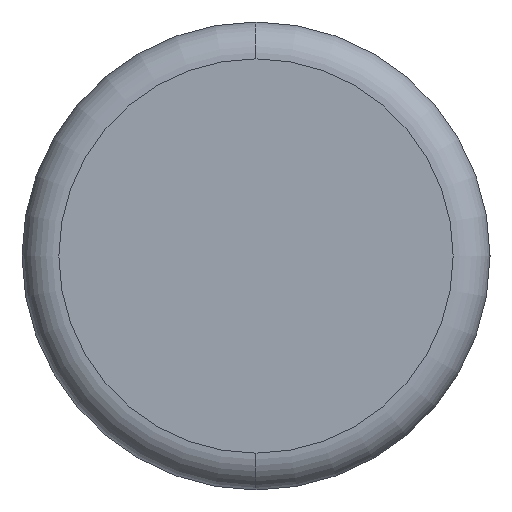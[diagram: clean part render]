
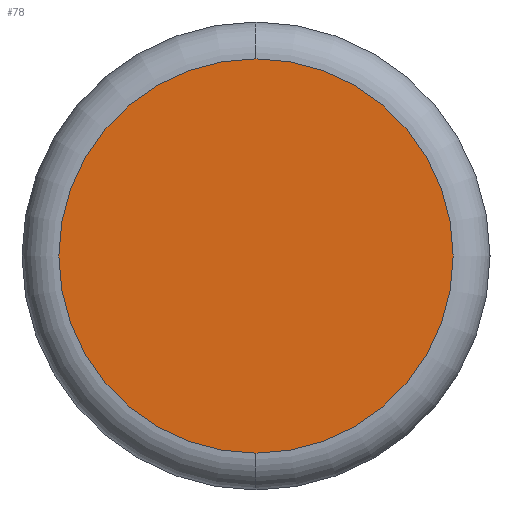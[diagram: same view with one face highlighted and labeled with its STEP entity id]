
A CAD part, left-side view. The second image highlights one B-rep face of the part: STEP entity #78.
In plain terms, the highlighted planar face has unit normal (-1, 0, 0).
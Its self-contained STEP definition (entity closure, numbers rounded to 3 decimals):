
#61 = CARTESIAN_POINT ( 'NONE',  ( -15.875, 3.175, 2.675 ) ) ;
#78 = ADVANCED_FACE ( 'NONE', ( #125 ), #322, .F. ) ;
#80 = EDGE_CURVE ( 'NONE', #297, #156, #229, .T. ) ;
#107 = DIRECTION ( 'NONE',  ( -1., 0., 0. ) ) ;
#111 = CARTESIAN_POINT ( 'NONE',  ( -15.875, 3.175, 0. ) ) ;
#121 = DIRECTION ( 'NONE',  ( 1., 0., 0. ) ) ;
#122 = ORIENTED_EDGE ( 'NONE', *, *, #80, .T. ) ;
#125 = FACE_OUTER_BOUND ( 'NONE', #179, .T. ) ;
#127 = CARTESIAN_POINT ( 'NONE',  ( -15.875, 3.175, -2.675 ) ) ;
#156 = VERTEX_POINT ( 'NONE', #127 ) ;
#179 = EDGE_LOOP ( 'NONE', ( #255, #122 ) ) ;
#181 = AXIS2_PLACEMENT_3D ( 'NONE', #428, #107, #320 ) ;
#222 = AXIS2_PLACEMENT_3D ( 'NONE', #395, #121, #432 ) ;
#229 = CIRCLE ( 'NONE', #291, 2.675 ) ;
#255 = ORIENTED_EDGE ( 'NONE', *, *, #375, .T. ) ;
#291 = AXIS2_PLACEMENT_3D ( 'NONE', #111, #327, #359 ) ;
#297 = VERTEX_POINT ( 'NONE', #61 ) ;
#320 = DIRECTION ( 'NONE',  ( 0., 0., -1. ) ) ;
#322 = PLANE ( 'NONE',  #222 ) ;
#327 = DIRECTION ( 'NONE',  ( -1., 0., 0. ) ) ;
#357 = CIRCLE ( 'NONE', #181, 2.675 ) ;
#359 = DIRECTION ( 'NONE',  ( 0., 0., -1. ) ) ;
#375 = EDGE_CURVE ( 'NONE', #156, #297, #357, .T. ) ;
#395 = CARTESIAN_POINT ( 'NONE',  ( -15.875, 3.175, 0. ) ) ;
#428 = CARTESIAN_POINT ( 'NONE',  ( -15.875, 3.175, 0. ) ) ;
#432 = DIRECTION ( 'NONE',  ( 0., 0., -1. ) ) ;
